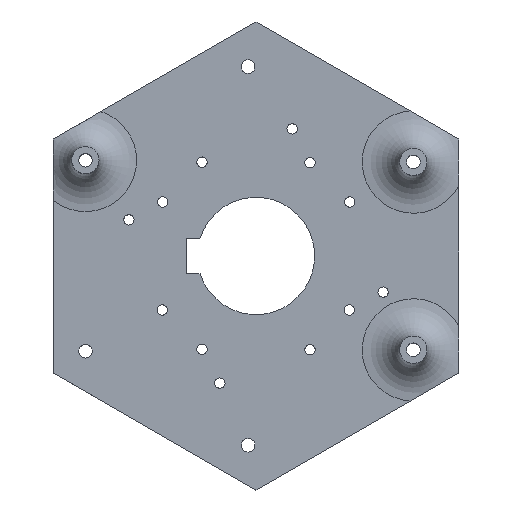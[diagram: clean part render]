
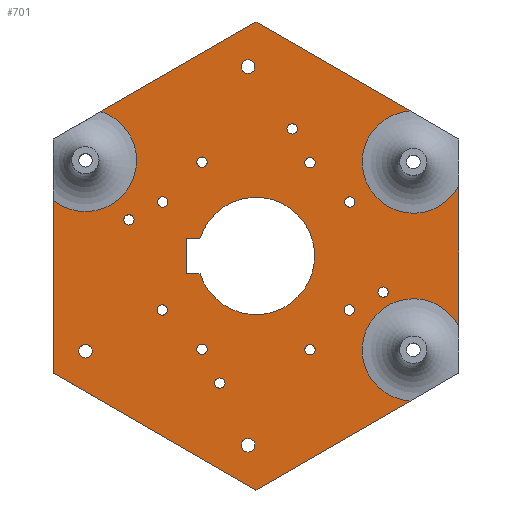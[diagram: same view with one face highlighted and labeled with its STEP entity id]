
A CAD part, top view. The second image highlights one B-rep face of the part: STEP entity #701.
In plain terms, the highlighted planar face has unit normal (0, 0, 1).
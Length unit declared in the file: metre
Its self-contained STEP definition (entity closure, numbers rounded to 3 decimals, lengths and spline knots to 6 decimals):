
#22=CIRCLE('',#728,0.0125);
#23=CIRCLE('',#736,0.0011);
#25=CIRCLE('',#739,0.0011);
#27=CIRCLE('',#742,0.0011);
#29=CIRCLE('',#745,0.0011);
#31=CIRCLE('',#748,0.001445);
#33=CIRCLE('',#751,0.001453);
#35=CIRCLE('',#754,0.001449);
#39=CIRCLE('',#760,0.0011);
#41=CIRCLE('',#763,0.0011);
#43=CIRCLE('',#766,0.0011);
#45=CIRCLE('',#769,0.0011);
#47=CIRCLE('',#772,0.0011);
#51=CIRCLE('',#778,0.0011);
#53=CIRCLE('',#782,0.0011);
#57=CIRCLE('',#789,0.0011);
#59=CIRCLE('',#792,0.0109);
#60=CIRCLE('',#793,0.0109);
#61=CIRCLE('',#794,0.0109);
#172=ORIENTED_EDGE('',*,*,#265,.F.);
#173=ORIENTED_EDGE('',*,*,#324,.T.);
#174=ORIENTED_EDGE('',*,*,#269,.F.);
#175=ORIENTED_EDGE('',*,*,#273,.F.);
#176=ORIENTED_EDGE('',*,*,#277,.T.);
#177=ORIENTED_EDGE('',*,*,#325,.T.);
#178=ORIENTED_EDGE('',*,*,#281,.F.);
#179=ORIENTED_EDGE('',*,*,#326,.T.);
#180=ORIENTED_EDGE('',*,*,#320,.F.);
#181=ORIENTED_EDGE('',*,*,#315,.F.);
#182=ORIENTED_EDGE('',*,*,#254,.T.);
#183=ORIENTED_EDGE('',*,*,#258,.F.);
#184=ORIENTED_EDGE('',*,*,#261,.T.);
#185=ORIENTED_EDGE('',*,*,#314,.T.);
#186=ORIENTED_EDGE('',*,*,#311,.F.);
#187=ORIENTED_EDGE('',*,*,#307,.F.);
#188=ORIENTED_EDGE('',*,*,#305,.F.);
#189=ORIENTED_EDGE('',*,*,#303,.F.);
#190=ORIENTED_EDGE('',*,*,#301,.F.);
#191=ORIENTED_EDGE('',*,*,#299,.F.);
#192=ORIENTED_EDGE('',*,*,#295,.F.);
#193=ORIENTED_EDGE('',*,*,#293,.F.);
#194=ORIENTED_EDGE('',*,*,#291,.F.);
#195=ORIENTED_EDGE('',*,*,#289,.F.);
#196=ORIENTED_EDGE('',*,*,#287,.F.);
#197=ORIENTED_EDGE('',*,*,#285,.F.);
#198=ORIENTED_EDGE('',*,*,#283,.F.);
#199=ORIENTED_EDGE('',*,*,#322,.F.);
#254=EDGE_CURVE('',#336,#335,#403,.T.);
#258=EDGE_CURVE('',#338,#335,#22,.T.);
#261=EDGE_CURVE('',#338,#340,#408,.T.);
#265=EDGE_CURVE('',#344,#345,#411,.T.);
#269=EDGE_CURVE('',#347,#348,#415,.T.);
#273=EDGE_CURVE('',#350,#347,#418,.T.);
#277=EDGE_CURVE('',#350,#353,#421,.T.);
#281=EDGE_CURVE('',#356,#357,#424,.T.);
#283=EDGE_CURVE('',#358,#358,#23,.T.);
#285=EDGE_CURVE('',#360,#360,#25,.T.);
#287=EDGE_CURVE('',#362,#362,#27,.T.);
#289=EDGE_CURVE('',#364,#364,#29,.T.);
#291=EDGE_CURVE('',#366,#366,#31,.T.);
#293=EDGE_CURVE('',#368,#368,#33,.T.);
#295=EDGE_CURVE('',#370,#370,#35,.T.);
#299=EDGE_CURVE('',#374,#374,#39,.T.);
#301=EDGE_CURVE('',#376,#376,#41,.T.);
#303=EDGE_CURVE('',#378,#378,#43,.T.);
#305=EDGE_CURVE('',#380,#380,#45,.T.);
#307=EDGE_CURVE('',#382,#382,#47,.T.);
#311=EDGE_CURVE('',#386,#386,#51,.T.);
#314=EDGE_CURVE('',#340,#336,#426,.T.);
#315=EDGE_CURVE('',#388,#388,#53,.T.);
#320=EDGE_CURVE('',#345,#392,#428,.T.);
#322=EDGE_CURVE('',#393,#393,#57,.T.);
#324=EDGE_CURVE('',#344,#348,#59,.F.);
#325=EDGE_CURVE('',#353,#357,#60,.F.);
#326=EDGE_CURVE('',#356,#392,#61,.F.);
#335=VERTEX_POINT('',#1019);
#336=VERTEX_POINT('',#1021);
#338=VERTEX_POINT('',#1027);
#340=VERTEX_POINT('',#1033);
#344=VERTEX_POINT('',#1048);
#345=VERTEX_POINT('',#1050);
#347=VERTEX_POINT('',#1056);
#348=VERTEX_POINT('',#1058);
#350=VERTEX_POINT('',#1071);
#353=VERTEX_POINT('',#1083);
#356=VERTEX_POINT('',#1095);
#357=VERTEX_POINT('',#1097);
#358=VERTEX_POINT('',#1105);
#360=VERTEX_POINT('',#1110);
#362=VERTEX_POINT('',#1115);
#364=VERTEX_POINT('',#1120);
#366=VERTEX_POINT('',#1125);
#368=VERTEX_POINT('',#1130);
#370=VERTEX_POINT('',#1135);
#374=VERTEX_POINT('',#1145);
#376=VERTEX_POINT('',#1150);
#378=VERTEX_POINT('',#1155);
#380=VERTEX_POINT('',#1160);
#382=VERTEX_POINT('',#1165);
#386=VERTEX_POINT('',#1175);
#388=VERTEX_POINT('',#1183);
#392=VERTEX_POINT('',#1194);
#393=VERTEX_POINT('',#1202);
#403=LINE('',#1020,#431);
#408=LINE('',#1034,#436);
#411=LINE('',#1049,#439);
#415=LINE('',#1057,#443);
#418=LINE('',#1072,#446);
#421=LINE('',#1084,#449);
#424=LINE('',#1096,#452);
#426=LINE('',#1180,#454);
#428=LINE('',#1193,#456);
#431=VECTOR('',#817,1.);
#436=VECTOR('',#830,1.);
#439=VECTOR('',#835,1.);
#443=VECTOR('',#841,1.);
#446=VECTOR('',#846,1.);
#449=VECTOR('',#851,1.);
#452=VECTOR('',#856,1.);
#454=VECTOR('',#950,1.);
#456=VECTOR('',#966,1.);
#503=EDGE_LOOP('',(#172,#173,#174,#175,#176,#177,#178,#179,#180));
#504=EDGE_LOOP('',(#181));
#505=EDGE_LOOP('',(#182,#183,#184,#185));
#506=EDGE_LOOP('',(#186));
#507=EDGE_LOOP('',(#187));
#508=EDGE_LOOP('',(#188));
#509=EDGE_LOOP('',(#189));
#510=EDGE_LOOP('',(#190));
#511=EDGE_LOOP('',(#191));
#512=EDGE_LOOP('',(#192));
#513=EDGE_LOOP('',(#193));
#514=EDGE_LOOP('',(#194));
#515=EDGE_LOOP('',(#195));
#516=EDGE_LOOP('',(#196));
#517=EDGE_LOOP('',(#197));
#518=EDGE_LOOP('',(#198));
#519=EDGE_LOOP('',(#199));
#604=FACE_BOUND('',#503,.T.);
#605=FACE_BOUND('',#504,.T.);
#606=FACE_BOUND('',#505,.T.);
#607=FACE_BOUND('',#506,.T.);
#608=FACE_BOUND('',#507,.T.);
#609=FACE_BOUND('',#508,.T.);
#610=FACE_BOUND('',#509,.T.);
#611=FACE_BOUND('',#510,.T.);
#612=FACE_BOUND('',#511,.T.);
#613=FACE_BOUND('',#512,.T.);
#614=FACE_BOUND('',#513,.T.);
#615=FACE_BOUND('',#514,.T.);
#616=FACE_BOUND('',#515,.T.);
#617=FACE_BOUND('',#516,.T.);
#618=FACE_BOUND('',#517,.T.);
#619=FACE_BOUND('',#518,.T.);
#620=FACE_BOUND('',#519,.T.);
#668=PLANE('',#791);
#701=ADVANCED_FACE('',(#604,#605,#606,#607,#608,#609,#610,#611,#612,#613,
#614,#615,#616,#617,#618,#619,#620),#668,.T.);
#728=AXIS2_PLACEMENT_3D('',#1028,#824,#825);
#736=AXIS2_PLACEMENT_3D('',#1104,#859,#860);
#739=AXIS2_PLACEMENT_3D('',#1109,#865,#866);
#742=AXIS2_PLACEMENT_3D('',#1114,#871,#872);
#745=AXIS2_PLACEMENT_3D('',#1119,#877,#878);
#748=AXIS2_PLACEMENT_3D('',#1124,#883,#884);
#751=AXIS2_PLACEMENT_3D('',#1129,#889,#890);
#754=AXIS2_PLACEMENT_3D('',#1134,#895,#896);
#760=AXIS2_PLACEMENT_3D('',#1144,#907,#908);
#763=AXIS2_PLACEMENT_3D('',#1149,#913,#914);
#766=AXIS2_PLACEMENT_3D('',#1154,#919,#920);
#769=AXIS2_PLACEMENT_3D('',#1159,#925,#926);
#772=AXIS2_PLACEMENT_3D('',#1164,#931,#932);
#778=AXIS2_PLACEMENT_3D('',#1174,#943,#944);
#782=AXIS2_PLACEMENT_3D('',#1182,#953,#954);
#789=AXIS2_PLACEMENT_3D('',#1201,#969,#970);
#791=AXIS2_PLACEMENT_3D('',#1205,#973,#974);
#792=AXIS2_PLACEMENT_3D('',#1206,#975,#976);
#793=AXIS2_PLACEMENT_3D('',#1207,#977,#978);
#794=AXIS2_PLACEMENT_3D('',#1208,#979,#980);
#817=DIRECTION('',(1.,0.,0.));
#824=DIRECTION('',(0.,0.,1.));
#825=DIRECTION('',(1.,0.,0.));
#830=DIRECTION('',(-1.,0.,0.));
#835=DIRECTION('',(0.866,0.5,0.));
#841=DIRECTION('',(0.,1.,0.));
#846=DIRECTION('',(-0.866,0.5,0.));
#851=DIRECTION('',(0.866,0.5,0.));
#856=DIRECTION('',(0.,-1.,0.));
#859=DIRECTION('',(0.,0.,1.));
#860=DIRECTION('',(1.,0.,0.));
#865=DIRECTION('',(0.,0.,1.));
#866=DIRECTION('',(1.,0.,0.));
#871=DIRECTION('',(0.,0.,1.));
#872=DIRECTION('',(1.,0.,0.));
#877=DIRECTION('',(0.,0.,1.));
#878=DIRECTION('',(1.,0.,0.));
#883=DIRECTION('',(0.,0.,1.));
#884=DIRECTION('',(1.,0.,0.));
#889=DIRECTION('',(0.,0.,1.));
#890=DIRECTION('',(1.,0.,0.));
#895=DIRECTION('',(0.,0.,1.));
#896=DIRECTION('',(1.,0.,0.));
#907=DIRECTION('',(0.,0.,1.));
#908=DIRECTION('',(1.,0.,0.));
#913=DIRECTION('',(0.,0.,1.));
#914=DIRECTION('',(1.,0.,0.));
#919=DIRECTION('',(0.,0.,1.));
#920=DIRECTION('',(1.,0.,0.));
#925=DIRECTION('',(0.,0.,1.));
#926=DIRECTION('',(1.,0.,0.));
#931=DIRECTION('',(0.,0.,1.));
#932=DIRECTION('',(1.,0.,0.));
#943=DIRECTION('',(0.,0.,1.));
#944=DIRECTION('',(1.,0.,0.));
#950=DIRECTION('',(0.,1.,0.));
#953=DIRECTION('',(0.,0.,1.));
#954=DIRECTION('',(1.,0.,0.));
#966=DIRECTION('',(0.866,-0.5,0.));
#969=DIRECTION('',(0.,0.,1.));
#970=DIRECTION('',(1.,0.,0.));
#973=DIRECTION('',(0.,0.,1.));
#974=DIRECTION('',(1.,0.,0.));
#975=DIRECTION('',(0.,0.,1.));
#976=DIRECTION('',(1.,0.,0.));
#977=DIRECTION('',(0.,0.,1.));
#978=DIRECTION('',(1.,0.,0.));
#979=DIRECTION('',(0.,0.,1.));
#980=DIRECTION('',(1.,0.,0.));
#1019=CARTESIAN_POINT('',(-0.064268,-0.048924,0.002));
#1020=CARTESIAN_POINT('',(-0.065666,-0.048924,0.002));
#1021=CARTESIAN_POINT('',(-0.067063,-0.048924,0.002));
#1027=CARTESIAN_POINT('',(-0.064261,-0.056415,0.002));
#1028=CARTESIAN_POINT('',(-0.052339,-0.052659,0.002));
#1033=CARTESIAN_POINT('',(-0.067063,-0.056415,0.002));
#1034=CARTESIAN_POINT('',(-0.065662,-0.056415,0.002));
#1048=CARTESIAN_POINT('',(-0.085375,-0.021915,0.002));
#1049=CARTESIAN_POINT('',(-0.075024,-0.015938,0.002));
#1050=CARTESIAN_POINT('',(-0.052339,-0.002841,0.002));
#1056=CARTESIAN_POINT('',(-0.095482,-0.077568,0.002));
#1057=CARTESIAN_POINT('',(-0.095482,-0.052659,0.002));
#1058=CARTESIAN_POINT('',(-0.095482,-0.040808,0.002));
#1071=CARTESIAN_POINT('',(-0.052339,-0.102476,0.002));
#1072=CARTESIAN_POINT('',(-0.073911,-0.090022,0.002));
#1083=CARTESIAN_POINT('',(-0.019535,-0.083537,0.002));
#1084=CARTESIAN_POINT('',(-0.030767,-0.090022,0.002));
#1095=CARTESIAN_POINT('',(-0.009196,-0.037745,0.002));
#1096=CARTESIAN_POINT('',(-0.009196,-0.052659,0.002));
#1097=CARTESIAN_POINT('',(-0.009196,-0.067578,0.002));
#1104=CARTESIAN_POINT('',(-0.040843,-0.072635,0.002));
#1105=CARTESIAN_POINT('',(-0.039743,-0.072635,0.002));
#1109=CARTESIAN_POINT('',(-0.063836,-0.07252,0.002));
#1110=CARTESIAN_POINT('',(-0.062736,-0.07252,0.002));
#1114=CARTESIAN_POINT('',(-0.072315,-0.064155,0.002));
#1115=CARTESIAN_POINT('',(-0.071215,-0.064155,0.002));
#1119=CARTESIAN_POINT('',(-0.060035,-0.079726,0.002));
#1120=CARTESIAN_POINT('',(-0.058935,-0.079726,0.002));
#1124=CARTESIAN_POINT('',(-0.054006,-0.092961,0.002));
#1125=CARTESIAN_POINT('',(-0.052561,-0.092961,0.002));
#1129=CARTESIAN_POINT('',(-0.088655,-0.072932,0.002));
#1130=CARTESIAN_POINT('',(-0.087202,-0.072932,0.002));
#1134=CARTESIAN_POINT('',(-0.054013,-0.012345,0.002));
#1135=CARTESIAN_POINT('',(-0.052564,-0.012345,0.002));
#1144=CARTESIAN_POINT('',(-0.032363,-0.041162,0.002));
#1145=CARTESIAN_POINT('',(-0.031263,-0.041162,0.002));
#1149=CARTESIAN_POINT('',(-0.044643,-0.025592,0.002));
#1150=CARTESIAN_POINT('',(-0.043543,-0.025592,0.002));
#1154=CARTESIAN_POINT('',(-0.063836,-0.032683,0.002));
#1155=CARTESIAN_POINT('',(-0.062736,-0.032683,0.002));
#1159=CARTESIAN_POINT('',(-0.025272,-0.060355,0.002));
#1160=CARTESIAN_POINT('',(-0.024172,-0.060355,0.002));
#1164=CARTESIAN_POINT('',(-0.040843,-0.032797,0.002));
#1165=CARTESIAN_POINT('',(-0.039743,-0.032797,0.002));
#1174=CARTESIAN_POINT('',(-0.032478,-0.064155,0.002));
#1175=CARTESIAN_POINT('',(-0.031378,-0.064155,0.002));
#1180=CARTESIAN_POINT('',(-0.067063,-0.05267,0.002));
#1182=CARTESIAN_POINT('',(-0.072201,-0.041162,0.002));
#1183=CARTESIAN_POINT('',(-0.071101,-0.041162,0.002));
#1193=CARTESIAN_POINT('',(-0.030767,-0.015296,0.002));
#1194=CARTESIAN_POINT('',(-0.019533,-0.021782,0.002));
#1201=CARTESIAN_POINT('',(-0.079406,-0.044963,0.002));
#1202=CARTESIAN_POINT('',(-0.078306,-0.044963,0.002));
#1205=CARTESIAN_POINT('',(-0.052339,-0.052659,0.002));
#1206=CARTESIAN_POINT('',(-0.088658,-0.032309,0.002));
#1207=CARTESIAN_POINT('',(-0.018839,-0.072659,0.002));
#1208=CARTESIAN_POINT('',(-0.018837,-0.032659,0.002));
